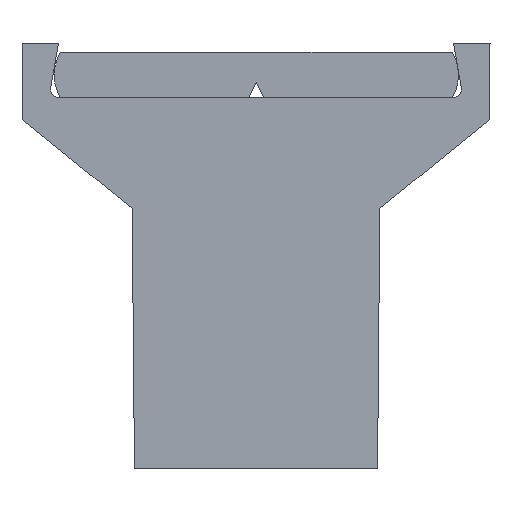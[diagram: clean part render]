
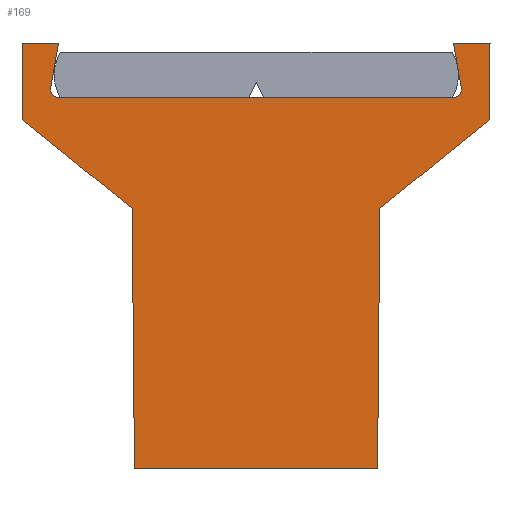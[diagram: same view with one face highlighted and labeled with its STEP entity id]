
A CAD part, left-side view. The second image highlights one B-rep face of the part: STEP entity #169.
In plain terms, the highlighted planar face has unit normal (-1, 0, -0.009).
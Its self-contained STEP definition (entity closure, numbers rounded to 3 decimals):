
#169=ADVANCED_FACE('Fl_che4',(#408),#409,.T.);
#408=FACE_OUTER_BOUND('',#713,.T.);
#409=PLANE('',#714);
#713=EDGE_LOOP('',(#1151,#1152,#1153,#1154,#1155,#1156,#1157,#1158,#1159,#1160,#1161,#1162,#1163,#1164));
#714=AXIS2_PLACEMENT_3D('',#1165,#1166,#1167);
#1151=ORIENTED_EDGE('',*,*,#1854,.T.);
#1152=ORIENTED_EDGE('',*,*,#1900,.T.);
#1153=ORIENTED_EDGE('',*,*,#1901,.T.);
#1154=ORIENTED_EDGE('',*,*,#1871,.F.);
#1155=ORIENTED_EDGE('',*,*,#1891,.F.);
#1156=ORIENTED_EDGE('',*,*,#1895,.F.);
#1157=ORIENTED_EDGE('',*,*,#1898,.F.);
#1158=ORIENTED_EDGE('',*,*,#1804,.F.);
#1159=ORIENTED_EDGE('',*,*,#1875,.F.);
#1160=ORIENTED_EDGE('',*,*,#1879,.F.);
#1161=ORIENTED_EDGE('',*,*,#1883,.F.);
#1162=ORIENTED_EDGE('',*,*,#1886,.F.);
#1163=ORIENTED_EDGE('',*,*,#1902,.T.);
#1164=ORIENTED_EDGE('',*,*,#1903,.T.);
#1165=CARTESIAN_POINT('',(-19.6,7.7,14.0));
#1166=DIRECTION('',(-1.,0.,-0.009));
#1167=DIRECTION('',(-0.009,0.0,1.));
#1804=EDGE_CURVE('NONE',#2167,#2169,#2170,.T.);
#1854=EDGE_CURVE('NONE',#2237,#2258,#2260,.T.);
#1871=EDGE_CURVE('NONE',#2287,#2282,#2289,.T.);
#1875=EDGE_CURVE('NONE',#2293,#2167,#2295,.T.);
#1879=EDGE_CURVE('NONE',#2299,#2293,#2301,.T.);
#1883=EDGE_CURVE('NONE',#2305,#2299,#2307,.T.);
#1886=EDGE_CURVE('NONE',#2309,#2305,#2312,.T.);
#1891=EDGE_CURVE('NONE',#2317,#2287,#2319,.T.);
#1895=EDGE_CURVE('NONE',#2323,#2317,#2325,.T.);
#1898=EDGE_CURVE('NONE',#2169,#2323,#2328,.T.);
#1900=EDGE_CURVE('NONE',#2258,#2330,#2331,.T.);
#1901=EDGE_CURVE('NONE',#2330,#2282,#2332,.T.);
#1902=EDGE_CURVE('NONE',#2309,#2333,#2334,.T.);
#1903=EDGE_CURVE('NONE',#2333,#2237,#2335,.T.);
#2167=VERTEX_POINT('NONE',#2708);
#2169=VERTEX_POINT('NONE',#2711);
#2170=LINE('',#2712,#2713);
#2237=VERTEX_POINT('NONE',#2809);
#2258=VERTEX_POINT('NONE',#2840);
#2260=LINE('',#2843,#2844);
#2282=VERTEX_POINT('NONE',#2876);
#2287=VERTEX_POINT('NONE',#2883);
#2289=LINE('',#2886,#2887);
#2293=VERTEX_POINT('NONE',#2892);
#2295=LINE('',#2895,#2896);
#2299=VERTEX_POINT('NONE',#2901);
#2301=LINE('',#2904,#2905);
#2305=VERTEX_POINT('NONE',#2910);
#2307=LINE('',#2913,#2914);
#2309=VERTEX_POINT('NONE',#2916);
#2312=LINE('',#2920,#2921);
#2317=VERTEX_POINT('NONE',#2928);
#2319=LINE('',#2931,#2932);
#2323=VERTEX_POINT('NONE',#2937);
#2325=LINE('',#2940,#2941);
#2328=LINE('',#2945,#2946);
#2330=VERTEX_POINT('NONE',#2948);
#2331=(B_SPLINE_CURVE(3,(#2950,#2951,#2952,#2953),.UNSPECIFIED.,.F.,.F.)B_SPLINE_CURVE_WITH_KNOTS((4,4),(3.142,4.887),.UNSPECIFIED.)RATIONAL_B_SPLINE_CURVE((1.0,0.762,0.762,1.0))BOUNDED_CURVE()REPRESENTATION_ITEM('')GEOMETRIC_REPRESENTATION_ITEM()CURVE());
#2332=LINE('',#2960,#2961);
#2333=VERTEX_POINT('NONE',#2962);
#2334=LINE('',#2963,#2964);
#2335=(B_SPLINE_CURVE(3,(#2966,#2967,#2968,#2969),.UNSPECIFIED.,.F.,.F.)B_SPLINE_CURVE_WITH_KNOTS((4,4),(1.396,3.142),.UNSPECIFIED.)RATIONAL_B_SPLINE_CURVE((1.0,0.762,0.762,1.0))BOUNDED_CURVE()REPRESENTATION_ITEM('')GEOMETRIC_REPRESENTATION_ITEM()CURVE());
#2708=CARTESIAN_POINT('',(-19.478,-4.0,0.0));
#2711=CARTESIAN_POINT('',(-19.478,4.0,0.));
#2712=CARTESIAN_POINT('',(-19.478,-4.0,0.0));
#2713=VECTOR('',#3462,1000.0);
#2809=CARTESIAN_POINT('',(-19.584,-6.46,12.2));
#2840=CARTESIAN_POINT('',(-19.584,6.46,12.2));
#2843=CARTESIAN_POINT('',(-19.584,6.817,12.2));
#2844=VECTOR('',#3524,1000.0);
#2876=CARTESIAN_POINT('',(-19.6,6.5,14.0));
#2883=CARTESIAN_POINT('',(-19.6,7.7,14.0));
#2886=CARTESIAN_POINT('',(-19.6,7.7,14.0));
#2887=VECTOR('',#3538,1000.0);
#2892=CARTESIAN_POINT('',(-19.553,-4.075,8.561));
#2895=CARTESIAN_POINT('',(-19.478,-4.,0.001));
#2896=VECTOR('',#3541,1000.0);
#2901=CARTESIAN_POINT('',(-19.578,-7.678,11.482));
#2904=CARTESIAN_POINT('',(-19.578,-7.7,11.5));
#2905=VECTOR('',#3544,1000.0);
#2910=CARTESIAN_POINT('',(-19.6,-7.7,14.0));
#2913=CARTESIAN_POINT('',(-19.6,-7.7,14.0));
#2914=VECTOR('',#3547,1000.0);
#2916=CARTESIAN_POINT('',(-19.6,-6.5,14.0));
#2920=CARTESIAN_POINT('',(-19.6,7.7,14.0));
#2921=VECTOR('',#3549,1000.0);
#2928=CARTESIAN_POINT('',(-19.578,7.678,11.482));
#2931=CARTESIAN_POINT('',(-19.6,7.7,14.0));
#2932=VECTOR('',#3553,1000.0);
#2937=CARTESIAN_POINT('',(-19.553,4.075,8.561));
#2940=CARTESIAN_POINT('',(-19.552,4.,8.5));
#2941=VECTOR('',#3556,1000.0);
#2945=CARTESIAN_POINT('',(-19.478,4.,0.001));
#2946=VECTOR('',#3558,1000.0);
#2948=CARTESIAN_POINT('',(-19.587,6.755,12.552));
#2950=CARTESIAN_POINT('',(-19.584,6.46,12.2));
#2951=CARTESIAN_POINT('',(-19.584,6.661,12.2));
#2952=CARTESIAN_POINT('',(-19.586,6.79,12.354));
#2953=CARTESIAN_POINT('',(-19.587,6.755,12.552));
#2960=CARTESIAN_POINT('',(-19.6,6.5,14.0));
#2961=VECTOR('',#3559,1000.0);
#2962=CARTESIAN_POINT('',(-19.587,-6.755,12.552));
#2963=CARTESIAN_POINT('',(-19.584,-6.817,12.2));
#2964=VECTOR('',#3560,1000.0);
#2966=CARTESIAN_POINT('',(-19.587,-6.755,12.552));
#2967=CARTESIAN_POINT('',(-19.586,-6.79,12.354));
#2968=CARTESIAN_POINT('',(-19.584,-6.661,12.2));
#2969=CARTESIAN_POINT('',(-19.584,-6.46,12.2));
#3462=DIRECTION('',(0.,1.0,0.));
#3524=DIRECTION('',(0.,1.0,0.));
#3538=DIRECTION('',(0.0,-1.0,0.));
#3541=DIRECTION('',(0.009,0.009,-1.));
#3544=DIRECTION('',(0.005,0.777,-0.63));
#3547=DIRECTION('',(0.009,0.009,-1.));
#3549=DIRECTION('',(0.0,-1.0,0.));
#3553=DIRECTION('',(-0.009,0.009,1.));
#3556=DIRECTION('',(-0.005,0.777,0.63));
#3558=DIRECTION('',(-0.009,0.009,1.));
#3559=DIRECTION('',(-0.009,-0.174,0.985));
#3560=DIRECTION('',(0.009,-0.174,-0.985));
